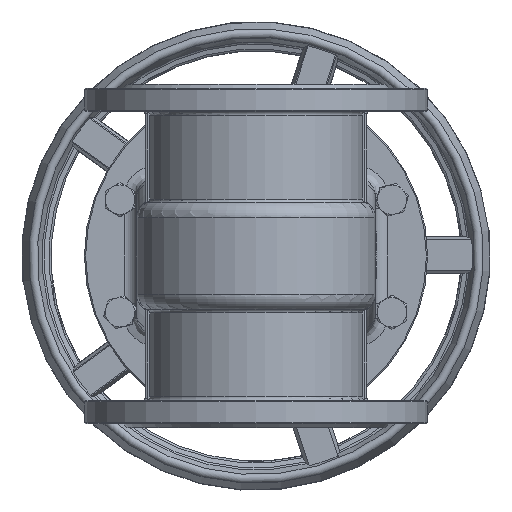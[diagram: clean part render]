
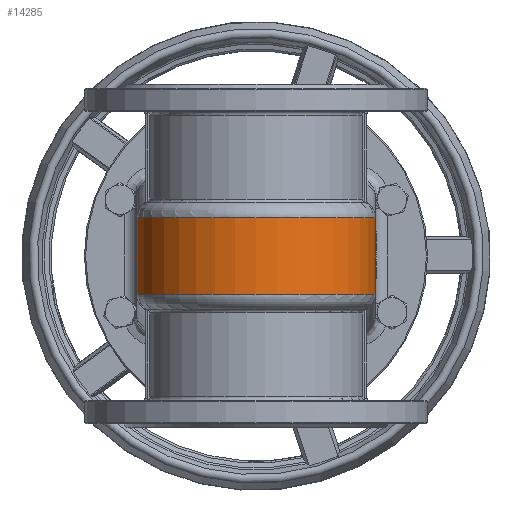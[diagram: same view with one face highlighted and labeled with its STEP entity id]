
A CAD part, front view. The second image highlights one B-rep face of the part: STEP entity #14285.
In plain terms, the highlighted cylindrical face has radius 97.5 mm (diameter 195 mm), a partial arc.
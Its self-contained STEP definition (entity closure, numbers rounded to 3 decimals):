
#1482=CYLINDRICAL_SURFACE('',#15818,97.5);
#2060=FACE_OUTER_BOUND('',#2968,.T.);
#2968=EDGE_LOOP('',(#11617,#11618,#11619,#11620));
#3619=LINE('',#23547,#4359);
#3782=LINE('',#24435,#4522);
#4359=VECTOR('',#18055,10.);
#4522=VECTOR('',#18456,10.);
#5178=CIRCLE('',#15606,97.5);
#5260=CIRCLE('',#15753,97.5);
#6043=VERTEX_POINT('',#23544);
#6044=VERTEX_POINT('',#23546);
#6211=VERTEX_POINT('',#24432);
#6212=VERTEX_POINT('',#24434);
#7622=EDGE_CURVE('',#6043,#6044,#3619,.T.);
#7877=EDGE_CURVE('',#6212,#6211,#3782,.T.);
#7951=EDGE_CURVE('',#6211,#6044,#5178,.T.);
#8134=EDGE_CURVE('',#6212,#6043,#5260,.T.);
#11617=ORIENTED_EDGE('',*,*,#8134,.F.);
#11618=ORIENTED_EDGE('',*,*,#7877,.T.);
#11619=ORIENTED_EDGE('',*,*,#7951,.T.);
#11620=ORIENTED_EDGE('',*,*,#7622,.F.);
#14285=ADVANCED_FACE('',(#2060),#1482,.T.);
#15606=AXIS2_PLACEMENT_3D('',#24942,#18558,#18559);
#15753=AXIS2_PLACEMENT_3D('',#26119,#18900,#18901);
#15818=AXIS2_PLACEMENT_3D('',#26711,#19053,#19054);
#18055=DIRECTION('',(0.,0.,1.));
#18456=DIRECTION('',(0.,0.,1.));
#18558=DIRECTION('center_axis',(0.,0.,-1.));
#18559=DIRECTION('ref_axis',(0.,-1.,0.));
#18900=DIRECTION('center_axis',(0.,0.,-1.));
#18901=DIRECTION('ref_axis',(0.,-1.,0.));
#19053=DIRECTION('center_axis',(0.,0.,-1.));
#19054=DIRECTION('ref_axis',(1.,0.,0.));
#23544=CARTESIAN_POINT('',(-97.5,0.,109.));
#23546=CARTESIAN_POINT('',(-97.5,0.,171.));
#23547=CARTESIAN_POINT('',(-97.5,0.,140.));
#24432=CARTESIAN_POINT('',(97.5,0.,171.));
#24434=CARTESIAN_POINT('',(97.5,0.,109.));
#24435=CARTESIAN_POINT('',(97.5,0.,140.));
#24942=CARTESIAN_POINT('Origin',(0.,0.,171.));
#26119=CARTESIAN_POINT('Origin',(0.,0.,109.));
#26711=CARTESIAN_POINT('Origin',(0.,0.,140.));
